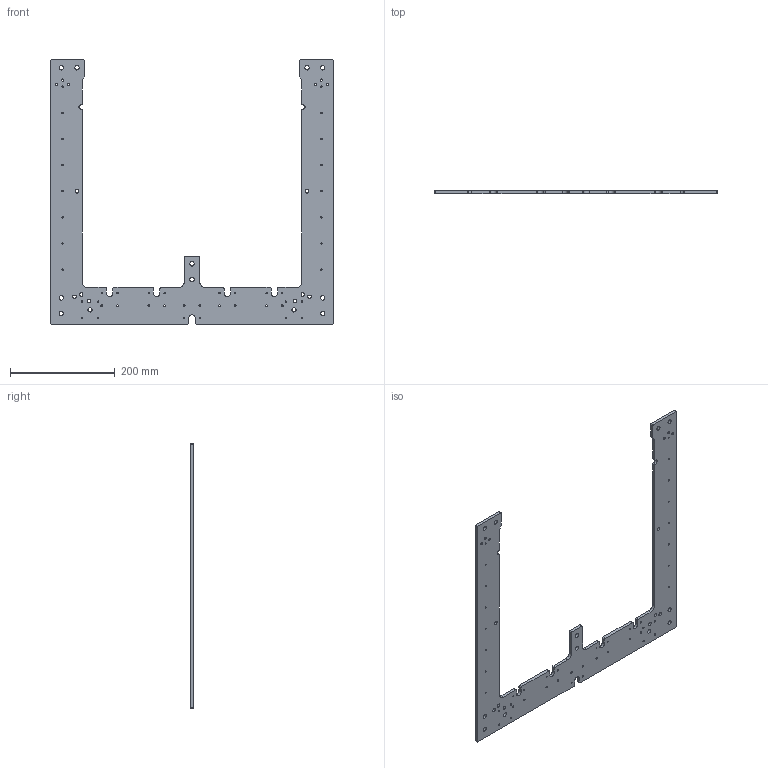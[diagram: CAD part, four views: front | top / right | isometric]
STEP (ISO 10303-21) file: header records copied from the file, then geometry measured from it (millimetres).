
FILE_DESCRIPTION(/* description */ (''),/* implementation_level */ '2;1');
FILE_NAME(/* name */ 'MS-TOP-PLATE 1.6.step',/* time_stamp */ '2019-04-11T09:56:04+01:00',/* author */ ('gregY6MPL'),/* organization */ (''),/* preprocessor_version */ 'ST-DEVELOPER v18',/* originating_system */ 'Autodesk Translation Framework v8.2.0.1029',/* authorisation */ '');
FILE_SCHEMA (('AUTOMOTIVE_DESIGN { 1 0 10303 214 3 1 1 }'));
Length unit declared in the file: millimetre
Products named in the file (2): MS-TOP-PLATE; Top Plate
Assembly tree (1 placements, depth 2):
  MS-TOP-PLATE
    Top Plate
Bounding box: 540 x 6 x 505 mm (x, y, z)
Volume: 538738.8 mm3; surface area: 204668.2 mm2
Topology: 1 solids, 1 shells, 146 faces, 432 edges, 288 vertices
Faces by surface type: cylinder 107, plane 39
Full cylindrical faces by diameter (mm): 2.529 x26, 3.2 x8, 3.3 x10, 4.3 x6, 6.779 x6, 7 x2, 8 x2, 8.4 x10
Entity records: 5339 total; most frequent: DIRECTION 946, CARTESIAN_POINT 870, ORIENTED_EDGE 864, EDGE_CURVE 432, AXIS2_PLACEMENT_3D 364, VERTEX_POINT 288, EDGE_LOOP 286, LINE 218
